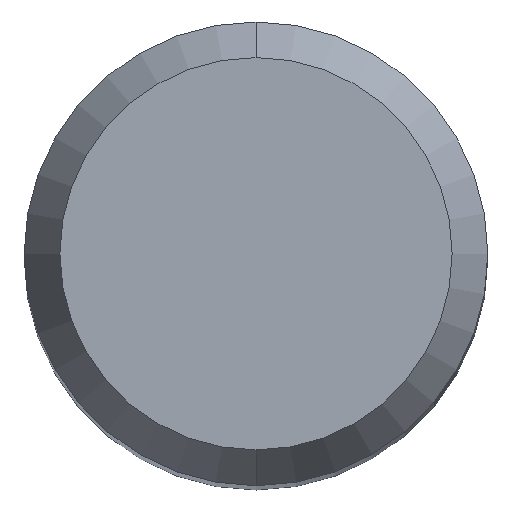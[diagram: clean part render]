
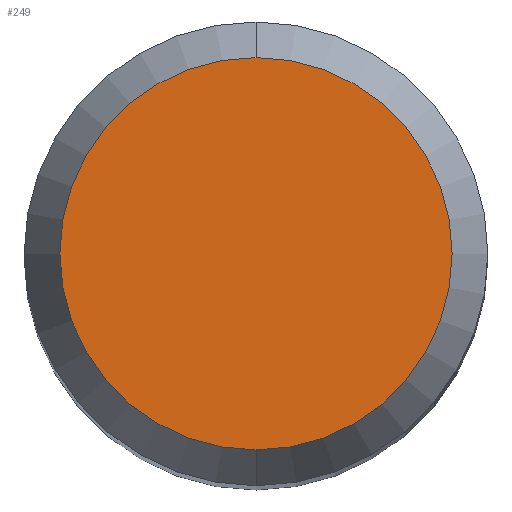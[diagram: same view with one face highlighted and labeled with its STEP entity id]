
A CAD part, top view. The second image highlights one B-rep face of the part: STEP entity #249.
In plain terms, the highlighted planar face has unit normal (0, 0, 1).
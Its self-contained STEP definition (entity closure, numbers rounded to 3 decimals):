
#171=EDGE_CURVE('',#189,#243,#462,.T.);
#189=VERTEX_POINT('',#482);
#243=VERTEX_POINT('',#545);
#249=ADVANCED_FACE('',(#552),#553,.T.);
#435=EDGE_CURVE('',#243,#189,#754,.T.);
#462=CIRCLE('',#776,2.538);
#482=CARTESIAN_POINT('',(0.,-2.538,0.0));
#545=CARTESIAN_POINT('',(0.0,2.538,0.0));
#552=FACE_OUTER_BOUND('',#942,.T.);
#553=PLANE('',#943);
#754=CIRCLE('',#1371,2.538);
#776=AXIS2_PLACEMENT_3D('',#1380,#1381,#1382);
#942=EDGE_LOOP('',(#1506,#1507));
#943=AXIS2_PLACEMENT_3D('',#1508,#1509,#1510);
#1371=AXIS2_PLACEMENT_3D('',#1711,#1712,#1713);
#1380=CARTESIAN_POINT('',(0.0,0.0,0.0));
#1381=DIRECTION('',(0.0,0.0,-1.0));
#1382=DIRECTION('',(0.0,1.0,0.0));
#1506=ORIENTED_EDGE('',*,*,#435,.F.);
#1507=ORIENTED_EDGE('',*,*,#171,.F.);
#1508=CARTESIAN_POINT('',(0.0,1.269,0.0));
#1509=DIRECTION('',(-0.0,0.0,1.0));
#1510=DIRECTION('',(0.0,-1.0,0.0));
#1711=CARTESIAN_POINT('',(0.0,0.0,0.0));
#1712=DIRECTION('',(0.0,0.0,-1.0));
#1713=DIRECTION('',(0.0,1.0,0.0));
